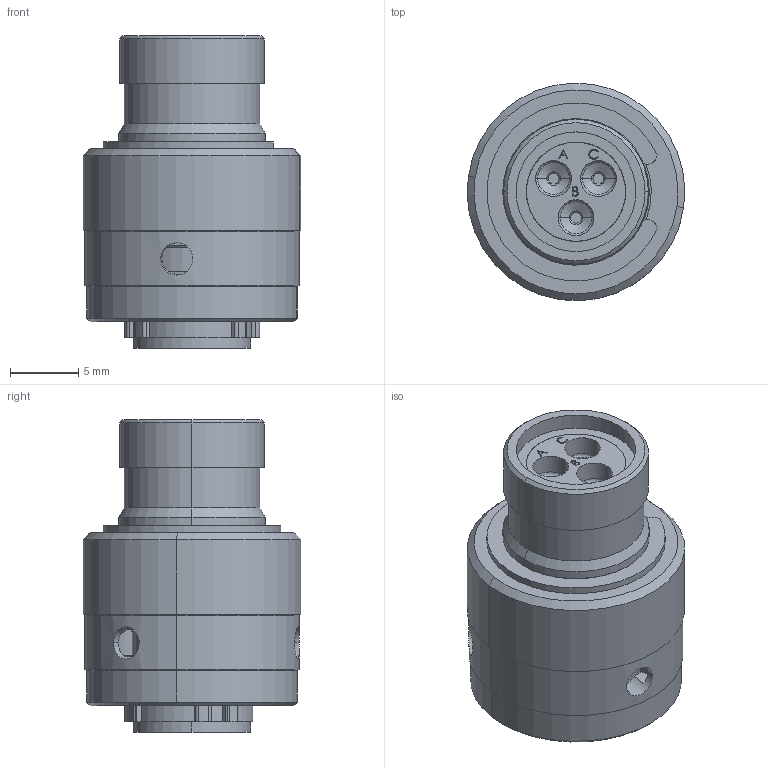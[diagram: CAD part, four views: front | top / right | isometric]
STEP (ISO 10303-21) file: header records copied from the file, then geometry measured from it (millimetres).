
FILE_DESCRIPTION (( 'STEP AP214' ), '1' );
FILE_NAME ('AS607-98PA.STEP', '2017-09-15T07:59:14', ( '' ), ( '' ), 'SwSTEP 2.0', 'SolidWorks 2015', '' );
FILE_SCHEMA (( 'AUTOMOTIVE_DESIGN' ));
Length unit declared in the file: inch
Products named in the file (1): AS607-98PA
Bounding box: 15.99 x 15.99 x 23 mm (x, y, z)
Volume: 2241.1 mm3; surface area: 3300.3 mm2
Topology: 1 solids, 13 shells, 617 faces, 1443 edges, 907 vertices
Faces by surface type: cylinder 200, plane 171, torus 106, cone 86, bspline 48, sphere 6
Entity records: 31654 total; most frequent: CARTESIAN_POINT 9871, DIRECTION 3032, ORIENTED_EDGE 2840, EDGE_CURVE 1420, AXIS2_PLACEMENT_3D 1252, VERTEX_POINT 896, EDGE_LOOP 696, CIRCLE 686
